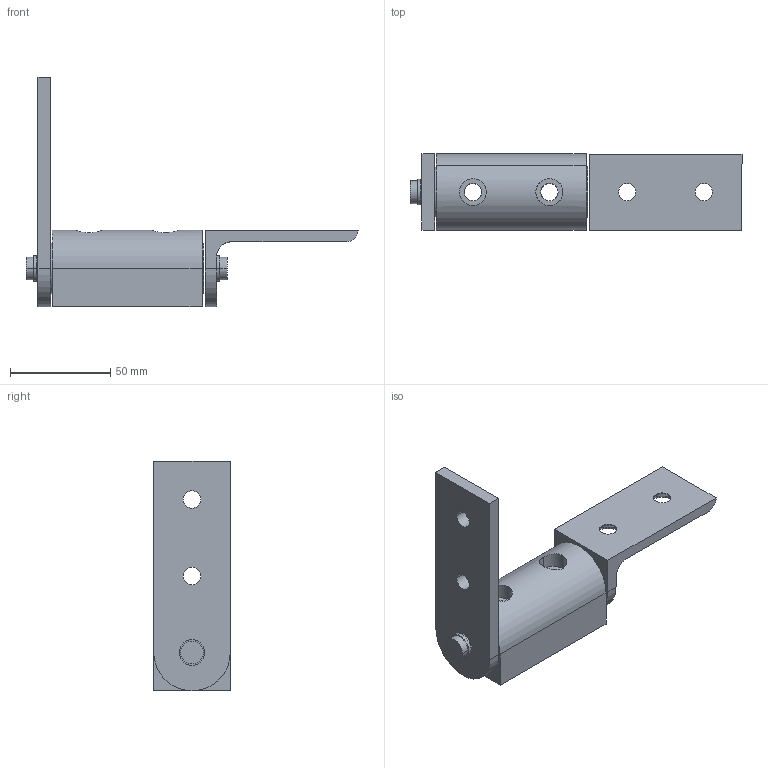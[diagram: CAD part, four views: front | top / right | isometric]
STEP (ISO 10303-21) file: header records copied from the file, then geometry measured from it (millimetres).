
FILE_DESCRIPTION((''),'2;1');
FILE_NAME('15HI8837.stp','2006-03-13T15:34:23',('Shawn Mantel'),('Faztek, LLC'),'Mechanical Desktop 2005','Mechanical Desktop 2005',', , ');
FILE_SCHEMA(('CONFIG_CONTROL_DESIGN'));
Length unit declared in the file: inch
Products named in the file (1): Product
Bounding box: 165.32 x 38.1 x 114.3 mm (x, y, z)
Volume: 137693.5 mm3; surface area: 40446 mm2
Topology: 14 solids, 14 shells, 123 faces, 281 edges, 186 vertices
Faces by surface type: cylinder 74, plane 39, cone 6, bspline 4
Entity records: 4074 total; most frequent: CARTESIAN_POINT 1040, DIRECTION 652, ORIENTED_EDGE 562, EDGE_CURVE 281, AXIS2_PLACEMENT_3D 269, VERTEX_POINT 186, EDGE_LOOP 159, CIRCLE 149
